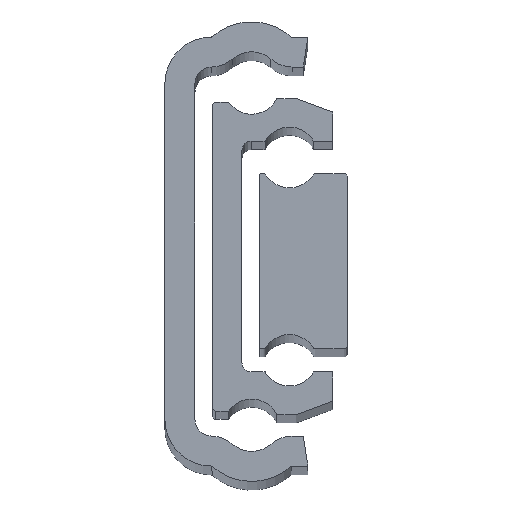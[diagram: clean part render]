
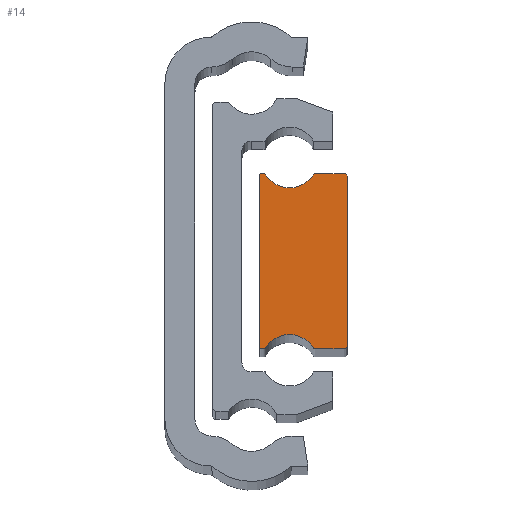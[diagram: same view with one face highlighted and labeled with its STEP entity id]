
A CAD part, top view. The second image highlights one B-rep face of the part: STEP entity #14.
In plain terms, the highlighted face is planar.
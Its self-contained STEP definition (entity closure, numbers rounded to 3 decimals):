
#14 = ADVANCED_FACE ( 'NONE', ( #2346 ), #2558, .F. ) ;
#124 = CARTESIAN_POINT ( 'NONE',  ( 10.25, 9.3, 0. ) ) ;
#162 = CARTESIAN_POINT ( 'NONE',  ( 10.45, 9.5, 0. ) ) ;
#169 = CARTESIAN_POINT ( 'NONE',  ( 19.45, 9.5, 0. ) ) ;
#170 = CARTESIAN_POINT ( 'NONE',  ( 16.32, 9.5, 0. ) ) ;
#175 = CARTESIAN_POINT ( 'NONE',  ( 16.067, 9.361, 0. ) ) ;
#186 = CARTESIAN_POINT ( 'NONE',  ( 10.68, -9.5, 0. ) ) ;
#189 = CARTESIAN_POINT ( 'NONE',  ( 16.067, -9.361, 0. ) ) ;
#191 = CARTESIAN_POINT ( 'NONE',  ( 10.25, -9.3, 0. ) ) ;
#205 = CARTESIAN_POINT ( 'NONE',  ( 10.68, 9.5, 0. ) ) ;
#219 = CARTESIAN_POINT ( 'NONE',  ( 19.45, -9.5, 0. ) ) ;
#223 = CARTESIAN_POINT ( 'NONE',  ( 16.32, -9.5, 0. ) ) ;
#245 = CARTESIAN_POINT ( 'NONE',  ( 19.75, -9.2, 0. ) ) ;
#250 = CARTESIAN_POINT ( 'NONE',  ( 19.75, 9.2, 0. ) ) ;
#266 = CARTESIAN_POINT ( 'NONE',  ( 10.45, -9.5, 0. ) ) ;
#284 = CARTESIAN_POINT ( 'NONE',  ( 10.933, -9.361, 0. ) ) ;
#291 = CARTESIAN_POINT ( 'NONE',  ( 10.933, 9.361, 0. ) ) ;
#1118 = LINE ( 'NONE', #1415, #1120 ) ;
#1120 = VECTOR ( 'NONE', #1452, 1000. ) ;
#1143 = LINE ( 'NONE', #1501, #1145 ) ;
#1145 = VECTOR ( 'NONE', #1502, 1000. ) ;
#1165 = CIRCLE ( 'NONE', #3053, 0.3 ) ;
#1166 = LINE ( 'NONE', #1527, #1168 ) ;
#1168 = VECTOR ( 'NONE', #1535, 1000. ) ;
#1173 = CIRCLE ( 'NONE', #3061, 0.3 ) ;
#1179 = CIRCLE ( 'NONE', #3062, 3.04 ) ;
#1182 = LINE ( 'NONE', #1561, #1187 ) ;
#1184 = CIRCLE ( 'NONE', #3059, 0.3 ) ;
#1187 = VECTOR ( 'NONE', #1565, 1000. ) ;
#1191 = CIRCLE ( 'NONE', #3067, 0.2 ) ;
#1195 = CIRCLE ( 'NONE', #3068, 0.2 ) ;
#1196 = LINE ( 'NONE', #1577, #1198 ) ;
#1198 = VECTOR ( 'NONE', #1585, 1000. ) ;
#1203 = CIRCLE ( 'NONE', #3071, 0.3 ) ;
#1209 = CIRCLE ( 'NONE', #3072, 3.04 ) ;
#1211 = LINE ( 'NONE', #1603, #1213 ) ;
#1212 = CIRCLE ( 'NONE', #3064, 0.3 ) ;
#1213 = VECTOR ( 'NONE', #1613, 1000. ) ;
#1214 = CIRCLE ( 'NONE', #3074, 0.3 ) ;
#1415 = CARTESIAN_POINT ( 'NONE',  ( 10.25, 9.3, 0. ) ) ;
#1452 = DIRECTION ( 'NONE',  ( 0., -1., 0. ) ) ;
#1501 = CARTESIAN_POINT ( 'NONE',  ( 19.75, -9.2, 0. ) ) ;
#1502 = DIRECTION ( 'NONE',  ( 0., 1., 0. ) ) ;
#1526 = CARTESIAN_POINT ( 'NONE',  ( 19.45, 9.2, 0. ) ) ;
#1527 = CARTESIAN_POINT ( 'NONE',  ( 19.45, 9.5, 0. ) ) ;
#1528 = DIRECTION ( 'NONE',  ( 0., 0., 1. ) ) ;
#1529 = DIRECTION ( 'NONE',  ( 1., 0., 0. ) ) ;
#1535 = DIRECTION ( 'NONE',  ( -1., 0., 0. ) ) ;
#1540 = CARTESIAN_POINT ( 'NONE',  ( 16.32, 9.2, 0. ) ) ;
#1541 = DIRECTION ( 'NONE',  ( 0., 0., 1. ) ) ;
#1542 = DIRECTION ( 'NONE',  ( 1., 0., 0. ) ) ;
#1548 = CARTESIAN_POINT ( 'NONE',  ( 13.5, 10.99, 0. ) ) ;
#1549 = DIRECTION ( 'NONE',  ( 0., 0., -1. ) ) ;
#1550 = DIRECTION ( 'NONE',  ( 1., 0., 0. ) ) ;
#1556 = CARTESIAN_POINT ( 'NONE',  ( 10.68, 9.2, 0. ) ) ;
#1557 = DIRECTION ( 'NONE',  ( 0., 0., 1. ) ) ;
#1558 = DIRECTION ( 'NONE',  ( 1., 0., 0. ) ) ;
#1561 = CARTESIAN_POINT ( 'NONE',  ( 10.68, 9.5, 0. ) ) ;
#1562 = CARTESIAN_POINT ( 'NONE',  ( 10.45, 9.3, 0. ) ) ;
#1565 = DIRECTION ( 'NONE',  ( -1., 0., 0. ) ) ;
#1571 = CARTESIAN_POINT ( 'NONE',  ( 10.45, -9.3, 0. ) ) ;
#1572 = DIRECTION ( 'NONE',  ( 0., 0., 1. ) ) ;
#1573 = DIRECTION ( 'NONE',  ( 1., 0., 0. ) ) ;
#1577 = CARTESIAN_POINT ( 'NONE',  ( 10.45, -9.5, 0. ) ) ;
#1578 = DIRECTION ( 'NONE',  ( 0., 0., 1. ) ) ;
#1579 = DIRECTION ( 'NONE',  ( 1., 0., 0. ) ) ;
#1585 = DIRECTION ( 'NONE',  ( 1., 0., 0. ) ) ;
#1590 = CARTESIAN_POINT ( 'NONE',  ( 10.68, -9.2, 0. ) ) ;
#1591 = DIRECTION ( 'NONE',  ( 0., 0., 1. ) ) ;
#1592 = DIRECTION ( 'NONE',  ( 1., 0., 0. ) ) ;
#1598 = CARTESIAN_POINT ( 'NONE',  ( 13.5, -10.99, 0. ) ) ;
#1599 = DIRECTION ( 'NONE',  ( 0., 0., -1. ) ) ;
#1600 = DIRECTION ( 'NONE',  ( 1., 0., 0. ) ) ;
#1603 = CARTESIAN_POINT ( 'NONE',  ( 16.32, -9.5, 0. ) ) ;
#1606 = CARTESIAN_POINT ( 'NONE',  ( 16.32, -9.2, 0. ) ) ;
#1607 = DIRECTION ( 'NONE',  ( 0., 0., 1. ) ) ;
#1608 = DIRECTION ( 'NONE',  ( 1., 0., 0. ) ) ;
#1612 = CARTESIAN_POINT ( 'NONE',  ( 19.45, -9.2, 0. ) ) ;
#1613 = DIRECTION ( 'NONE',  ( 1., 0., 0. ) ) ;
#1616 = DIRECTION ( 'NONE',  ( 0., 0., 1. ) ) ;
#1617 = DIRECTION ( 'NONE',  ( 1., 0., 0. ) ) ;
#1886 = ORIENTED_EDGE ( 'NONE', *, *, #3186, .F. ) ;
#1887 = ORIENTED_EDGE ( 'NONE', *, *, #3136, .F. ) ;
#1888 = ORIENTED_EDGE ( 'NONE', *, *, #3184, .F. ) ;
#1889 = ORIENTED_EDGE ( 'NONE', *, *, #3181, .F. ) ;
#1890 = ORIENTED_EDGE ( 'NONE', *, *, #3178, .F. ) ;
#1891 = ORIENTED_EDGE ( 'NONE', *, *, #3175, .F. ) ;
#1937 = ORIENTED_EDGE ( 'NONE', *, *, #3172, .F. ) ;
#1938 = ORIENTED_EDGE ( 'NONE', *, *, #3169, .F. ) ;
#1940 = ORIENTED_EDGE ( 'NONE', *, *, #3195, .F. ) ;
#1941 = ORIENTED_EDGE ( 'NONE', *, *, #3192, .F. ) ;
#1942 = ORIENTED_EDGE ( 'NONE', *, *, #3189, .F. ) ;
#1943 = ORIENTED_EDGE ( 'NONE', *, *, #3201, .F. ) ;
#1944 = ORIENTED_EDGE ( 'NONE', *, *, #3200, .F. ) ;
#1945 = ORIENTED_EDGE ( 'NONE', *, *, #3198, .F. ) ;
#2004 = ORIENTED_EDGE ( 'NONE', *, *, #3166, .F. ) ;
#2005 = ORIENTED_EDGE ( 'NONE', *, *, #3156, .F. ) ;
#2245 = EDGE_LOOP ( 'NONE', ( #2004, #2005, #1943, #1944, #1945, #1940, #1941, #1942, #1886, #1887, #1888, #1889, #1890, #1891, #1937, #1938 ) ) ;
#2346 = FACE_OUTER_BOUND ( 'NONE', #2245, .T. ) ;
#2525 = VERTEX_POINT ( 'NONE', #124 ) ;
#2558 = PLANE ( 'NONE',  #3208 ) ;
#2562 = DIRECTION ( 'NONE',  ( 0., 0., 1. ) ) ;
#2574 = VERTEX_POINT ( 'NONE', #162 ) ;
#2581 = VERTEX_POINT ( 'NONE', #169 ) ;
#2582 = VERTEX_POINT ( 'NONE', #170 ) ;
#2587 = VERTEX_POINT ( 'NONE', #175 ) ;
#2604 = VERTEX_POINT ( 'NONE', #186 ) ;
#2614 = VERTEX_POINT ( 'NONE', #189 ) ;
#2617 = VERTEX_POINT ( 'NONE', #191 ) ;
#2635 = CARTESIAN_POINT ( 'NONE',  ( 19.45, 9.2, 0. ) ) ;
#2637 = VERTEX_POINT ( 'NONE', #205 ) ;
#2655 = VERTEX_POINT ( 'NONE', #219 ) ;
#2661 = VERTEX_POINT ( 'NONE', #223 ) ;
#2690 = VERTEX_POINT ( 'NONE', #245 ) ;
#2695 = VERTEX_POINT ( 'NONE', #250 ) ;
#2713 = VERTEX_POINT ( 'NONE', #266 ) ;
#2733 = VERTEX_POINT ( 'NONE', #284 ) ;
#2745 = VERTEX_POINT ( 'NONE', #291 ) ;
#2750 = DIRECTION ( 'NONE',  ( 1., 0., 0. ) ) ;
#3053 = AXIS2_PLACEMENT_3D ( 'NONE', #1526, #1528, #1529 ) ;
#3059 = AXIS2_PLACEMENT_3D ( 'NONE', #1556, #1557, #1558 ) ;
#3061 = AXIS2_PLACEMENT_3D ( 'NONE', #1540, #1541, #1542 ) ;
#3062 = AXIS2_PLACEMENT_3D ( 'NONE', #1548, #1549, #1550 ) ;
#3064 = AXIS2_PLACEMENT_3D ( 'NONE', #1606, #1607, #1608 ) ;
#3067 = AXIS2_PLACEMENT_3D ( 'NONE', #1562, #1572, #1573 ) ;
#3068 = AXIS2_PLACEMENT_3D ( 'NONE', #1571, #1578, #1579 ) ;
#3071 = AXIS2_PLACEMENT_3D ( 'NONE', #1590, #1591, #1592 ) ;
#3072 = AXIS2_PLACEMENT_3D ( 'NONE', #1598, #1599, #1600 ) ;
#3074 = AXIS2_PLACEMENT_3D ( 'NONE', #1612, #1616, #1617 ) ;
#3136 = EDGE_CURVE ( 'NONE', #2525, #2617, #1118, .T. ) ;
#3156 = EDGE_CURVE ( 'NONE', #2690, #2695, #1143, .T. ) ;
#3166 = EDGE_CURVE ( 'NONE', #2695, #2581, #1165, .T. ) ;
#3169 = EDGE_CURVE ( 'NONE', #2581, #2582, #1166, .T. ) ;
#3172 = EDGE_CURVE ( 'NONE', #2582, #2587, #1173, .T. ) ;
#3175 = EDGE_CURVE ( 'NONE', #2587, #2745, #1179, .T. ) ;
#3178 = EDGE_CURVE ( 'NONE', #2745, #2637, #1184, .T. ) ;
#3181 = EDGE_CURVE ( 'NONE', #2637, #2574, #1182, .T. ) ;
#3184 = EDGE_CURVE ( 'NONE', #2574, #2525, #1191, .T. ) ;
#3186 = EDGE_CURVE ( 'NONE', #2617, #2713, #1195, .T. ) ;
#3189 = EDGE_CURVE ( 'NONE', #2713, #2604, #1196, .T. ) ;
#3192 = EDGE_CURVE ( 'NONE', #2604, #2733, #1203, .T. ) ;
#3195 = EDGE_CURVE ( 'NONE', #2733, #2614, #1209, .T. ) ;
#3198 = EDGE_CURVE ( 'NONE', #2614, #2661, #1212, .T. ) ;
#3200 = EDGE_CURVE ( 'NONE', #2661, #2655, #1211, .T. ) ;
#3201 = EDGE_CURVE ( 'NONE', #2655, #2690, #1214, .T. ) ;
#3208 = AXIS2_PLACEMENT_3D ( 'NONE', #2635, #2562, #2750 ) ;
